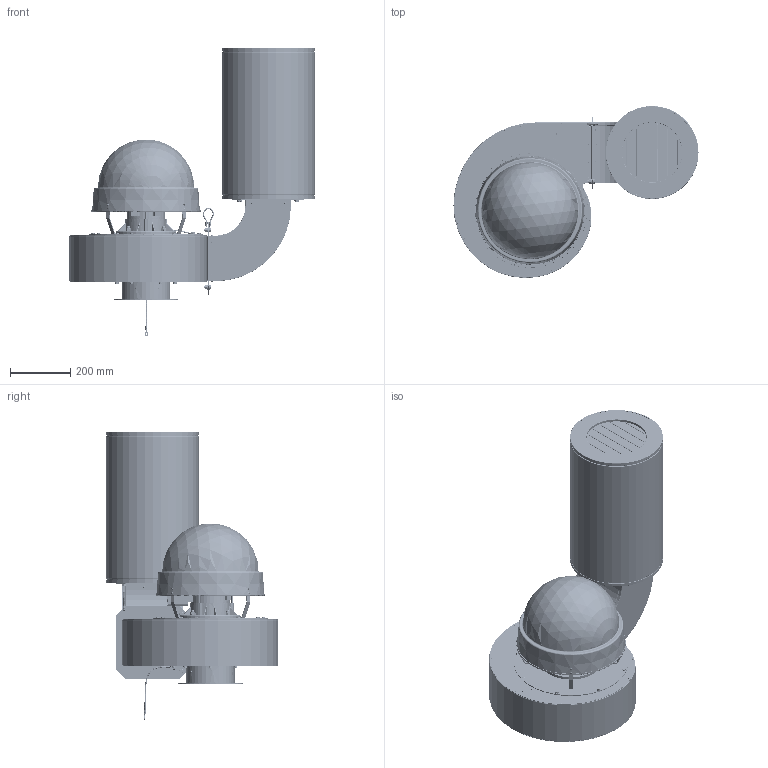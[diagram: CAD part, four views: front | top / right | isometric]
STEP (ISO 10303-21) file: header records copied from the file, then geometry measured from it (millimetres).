
FILE_DESCRIPTION(/* description */ ('888W11 WPA-7-D-N/Ex','CAx-IF Rec.Pracs.---Representation and Presentation of Product Manufacturing Information (PMI)---4.0---2014-10-13'),/* implementation_level */ '2;1');
FILE_NAME(/* name */ '888W11 WPA-7-D-N_Ex @ Wylot pionowo.stp',/* time_stamp */ '2022-05-09T13:04:41+02:00',/* author */ ('b.kitowicz'),/* organization */ ('KLIMAWENT S.A.'),/* preprocessor_version */ 'ST-DEVELOPER v18.1',/* originating_system */ 'Autodesk Inventor 2021',/* authorisation */ '');
FILE_SCHEMA (('AP242_MANAGED_MODEL_BASED_3D_ENGINEERING_MIM_LF { 1 0 10303 442 1 1 4 }'));
Length unit declared in the file: millimetre
Products named in the file (1): ~~
Bounding box: 814.3 x 570.24 x 956.32 mm (x, y, z)
Volume: 26184722.2 mm3; surface area: 4804036.3 mm2
Topology: 26 solids, 26 shells, 7115 faces, 17723 edges, 11431 vertices
Faces by surface type: plane 3632, cylinder 1531, bspline 1211, torus 361, cone 353, sphere 27
Full cylindrical faces by diameter (mm): 2.4 x8, 3 x28, 3.2 x102, 3.3 x44, 3.4 x14, 3.5 x55, 4 x14, 4.3 x8, 4.5 x6, 4.8 x3, 4.917 x1, 5.5 x6, 6 x38, 6.1 x1, 6.3 x1, 6.4 x2, 6.5 x119, 7 x16, 7.92 x14, 8 x12, 8.88 x14, 10 x8, 10.5 x1, 11 x4, 11.63 x8, 12 x4, 12.5 x1, 14.63 x4, 16 x9, 19 x1
Entity records: 237041 total; most frequent: CARTESIAN_POINT 65070, ORIENTED_EDGE 35418, DIRECTION 31883, EDGE_CURVE 17709, VERTEX_POINT 11459, AXIS2_PLACEMENT_3D 11309, LINE 9265, VECTOR 9265
